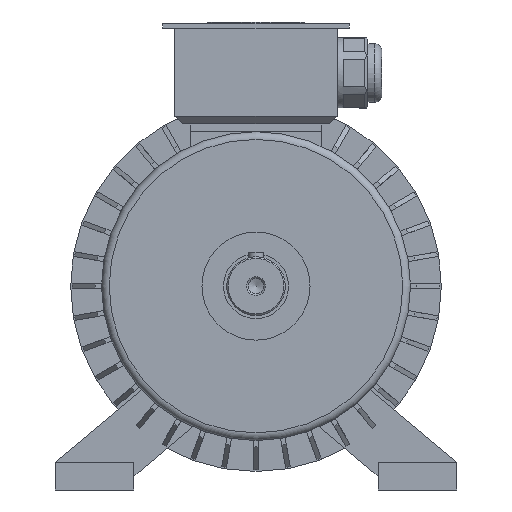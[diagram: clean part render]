
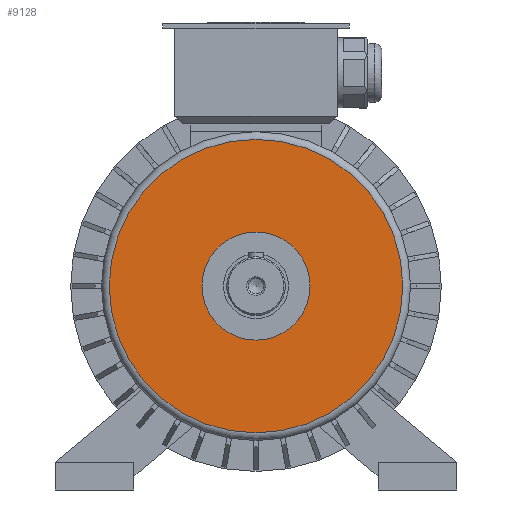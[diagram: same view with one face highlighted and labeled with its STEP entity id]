
A CAD part, front view. The second image highlights one B-rep face of the part: STEP entity #9128.
In plain terms, the highlighted planar face has unit normal (0, -1, 0).
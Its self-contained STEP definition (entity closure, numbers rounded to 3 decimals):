
#335=CIRCLE('',#9648,95.);
#336=CIRCLE('',#9649,35.);
#989=ORIENTED_EDGE('',*,*,#2877,.T.);
#990=ORIENTED_EDGE('',*,*,#2878,.T.);
#2877=EDGE_CURVE('',#3800,#3800,#335,.F.);
#2878=EDGE_CURVE('',#3801,#3801,#336,.T.);
#3800=VERTEX_POINT('',#12867);
#3801=VERTEX_POINT('',#12869);
#5498=EDGE_LOOP('',(#989));
#5499=EDGE_LOOP('',(#990));
#5907=FACE_BOUND('',#5498,.T.);
#5908=FACE_BOUND('',#5499,.T.);
#6301=PLANE('',#9647);
#9128=ADVANCED_FACE('',(#5907,#5908),#6301,.F.);
#9647=AXIS2_PLACEMENT_3D('',#12865,#10791,#10792);
#9648=AXIS2_PLACEMENT_3D('',#12866,#10793,#10794);
#9649=AXIS2_PLACEMENT_3D('',#12868,#10795,#10796);
#10791=DIRECTION('',(0.,1.,0.));
#10792=DIRECTION('',(0.,0.,1.));
#10793=DIRECTION('',(0.,1.,0.));
#10794=DIRECTION('',(0.,0.,1.));
#10795=DIRECTION('',(0.,1.,0.));
#10796=DIRECTION('',(1.,0.,0.));
#12865=CARTESIAN_POINT('',(0.,-33.,0.));
#12866=CARTESIAN_POINT('',(0.,-33.,0.));
#12867=CARTESIAN_POINT('',(0.,-33.,95.));
#12868=CARTESIAN_POINT('',(0.,-33.,0.));
#12869=CARTESIAN_POINT('',(35.,-33.,0.));
